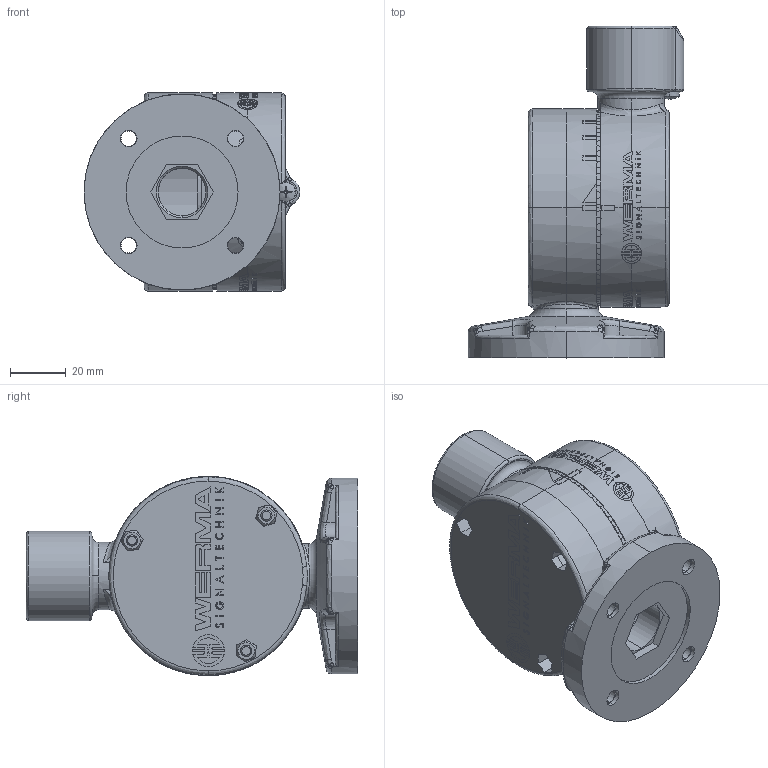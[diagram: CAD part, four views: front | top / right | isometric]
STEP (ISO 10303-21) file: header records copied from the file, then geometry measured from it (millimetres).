
FILE_DESCRIPTION (( 'STEP AP214' ), '1' );
FILE_NAME ('96000030.step', '2016-03-14T14:23:12', ( '' ), ( '' ), 'SwSTEP 2.0', 'SolidWorks 2015', '' );
FILE_SCHEMA (( 'AUTOMOTIVE_DESIGN' ));
Length unit declared in the file: inch
Products named in the file (1): 96000030
Bounding box: 77.1 x 118.5 x 71.1 mm (x, y, z)
Volume: 138564.7 mm3; surface area: 68822.9 mm2
Topology: 2 solids, 20 shells, 1977 faces, 5315 edges, 3473 vertices
Faces by surface type: plane 990, cylinder 407, bspline 306, cone 270, torus 4
Entity records: 103354 total; most frequent: CARTESIAN_POINT 31174, ORIENTED_EDGE 10610, DIRECTION 8456, EDGE_CURVE 5305, VERTEX_POINT 3473, AXIS2_PLACEMENT_3D 3086, LINE 2284, VECTOR 2284
